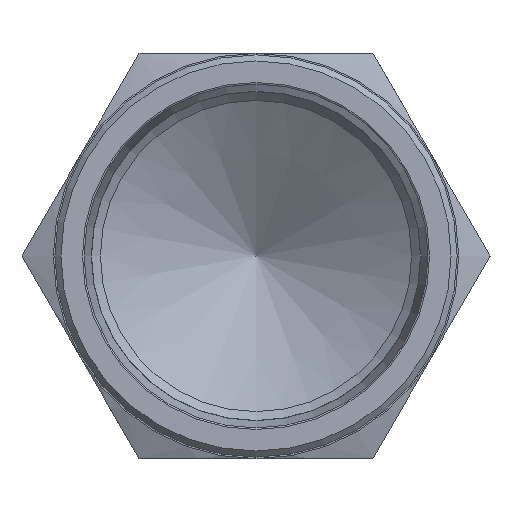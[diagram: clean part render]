
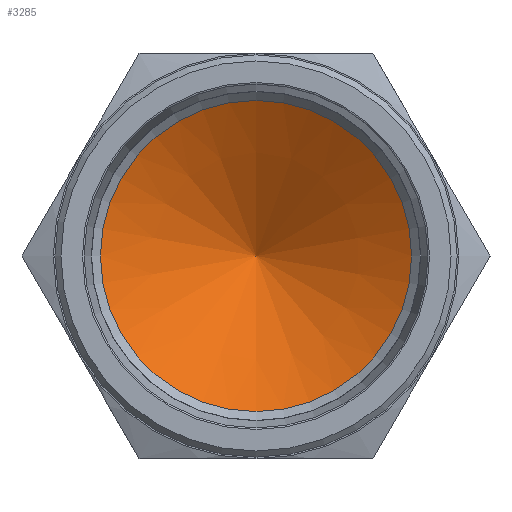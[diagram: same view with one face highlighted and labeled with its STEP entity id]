
A CAD part, left-side view. The second image highlights one B-rep face of the part: STEP entity #3285.
In plain terms, the highlighted conical face has half-angle 59 degrees and reference radius 17.545 mm.
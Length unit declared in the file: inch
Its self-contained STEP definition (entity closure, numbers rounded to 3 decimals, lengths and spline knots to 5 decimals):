
#3262=CARTESIAN_POINT('',(1.0,0.,0.7675));
#3263=VERTEX_POINT('',#3262);
#3264=CARTESIAN_POINT('',(1.0,0.,0.0));
#3265=DIRECTION('',(-1.0,0.0,0.0));
#3266=DIRECTION('',(0.0,0.0,1.0));
#3267=AXIS2_PLACEMENT_3D('',#3264,#3265,#3266);
#3268=CIRCLE('',#3267,0.7675);
#3269=EDGE_CURVE('',#3263,#3263,#3268,.T.);
#3277=CARTESIAN_POINT('',(1.04612,0.,0.0));
#3278=DIRECTION('',(-1.0,0.,0.));
#3279=DIRECTION('',(0.,-0.581,-0.814));
#3280=AXIS2_PLACEMENT_3D('',#3277,#3278,#3279);
#3281=CONICAL_SURFACE('',#3280,0.69075,59.);
#3282=ORIENTED_EDGE('',*,*,#3269,.T.);
#3283=EDGE_LOOP('',(#3282));
#3284=FACE_OUTER_BOUND('',#3283,.T.);
#3285=ADVANCED_FACE('',(#3284),#3281,.F.);
